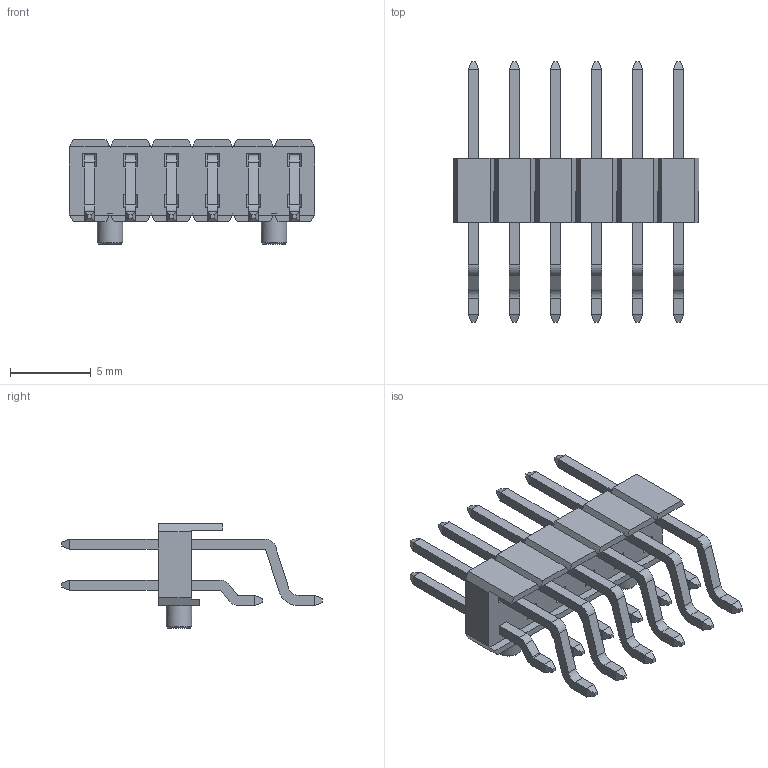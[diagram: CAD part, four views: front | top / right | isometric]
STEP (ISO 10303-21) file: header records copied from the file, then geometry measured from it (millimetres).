
FILE_DESCRIPTION(/* description */ ('Unknown'),/* implementation_level */ '2;1');
FILE_NAME(/* name */ 'J_Wurth_WR-PHD_610112249121',/* time_stamp */ '2025-04-14T15:54:11+08:00',/* author */ ('Unknown'),/* organization */ ('Unknown'),/* preprocessor_version */ 'ST-DEVELOPER v19.4',/* originating_system */ 'Solid Edge',/* authorisation */ 'Unknown');
FILE_SCHEMA (('AUTOMOTIVE_DESIGN {1 0 10303 214 3 1 1}'));
Length unit declared in the file: millimetre
Products named in the file (2): J_Wurth_WR-PHD_610112249121
Assembly tree (1 placements, depth 2):
  J_Wurth_WR-PHD_610112249121
    J_Wurth_WR-PHD_610112249121
Bounding box: 15.24 x 16.16 x 6.48 mm (x, y, z)
Volume: 238.1 mm3; surface area: 747.8 mm2
Topology: 1 solids, 1 shells, 480 faces, 1172 edges, 718 vertices
Faces by surface type: plane 428, cylinder 50, cone 2
Full cylindrical faces by diameter (mm): 1.58 x2
Entity records: 17020 total; most frequent: CARTESIAN_POINT 2364, ORIENTED_EDGE 2332, DIRECTION 2248, EDGE_CURVE 1166, LINE 1048, VECTOR 1048, VERTEX_POINT 716, AXIS2_PLACEMENT_3D 600
